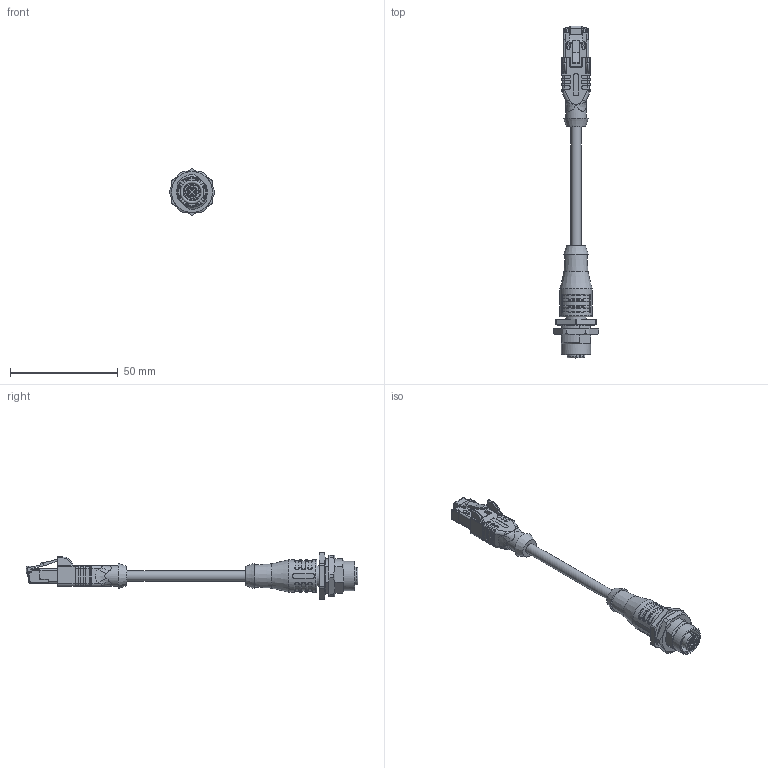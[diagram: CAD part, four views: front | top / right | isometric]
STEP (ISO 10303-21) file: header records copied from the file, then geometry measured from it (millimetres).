
FILE_DESCRIPTION(/* description */ (''),/* implementation_level */ '2;1');
FILE_NAME(/* name */ 'IE-FKFDSY4-M-IE-RJ45SS4.stp',/* time_stamp */ '2018-07-16T16:08:46+02:00',/* author */ (''),/* organization */ (''),/* preprocessor_version */ 'ST-DEVELOPER v16',/* originating_system */ 'SIEMENS PLM Software NX 10.0',/* authorisation */ '');
FILE_SCHEMA (('AUTOMOTIVE_DESIGN { 1 0 10303 214 3 1 1 1 }'));
Length unit declared in the file: millimetre
Products named in the file (1): IE-FKFDSY4-M-IE-RJ45SS4
Bounding box: 20.99 x 153.7 x 21.5 mm (x, y, z)
Volume: 12900.3 mm3; surface area: 7359.8 mm2
Topology: 1 solids, 1 shells, 870 faces, 2274 edges, 1422 vertices
Faces by surface type: plane 363, cylinder 309, torus 71, bspline 69, cone 44, sphere 8, extrusion 6
Full cylindrical faces by diameter (mm): 1.1 x3, 1.15 x1, 1.5 x4, 4.8 x1, 9.4 x1, 9.6 x1, 11 x1, 12.3 x1, 13.5 x1, 15 x1
Entity records: 28423 total; most frequent: CARTESIAN_POINT 7315, ORIENTED_EDGE 4440, DIRECTION 4420, EDGE_CURVE 2220, AXIS2_PLACEMENT_3D 1585, VERTEX_POINT 1406, VECTOR 1250, LINE 1244
